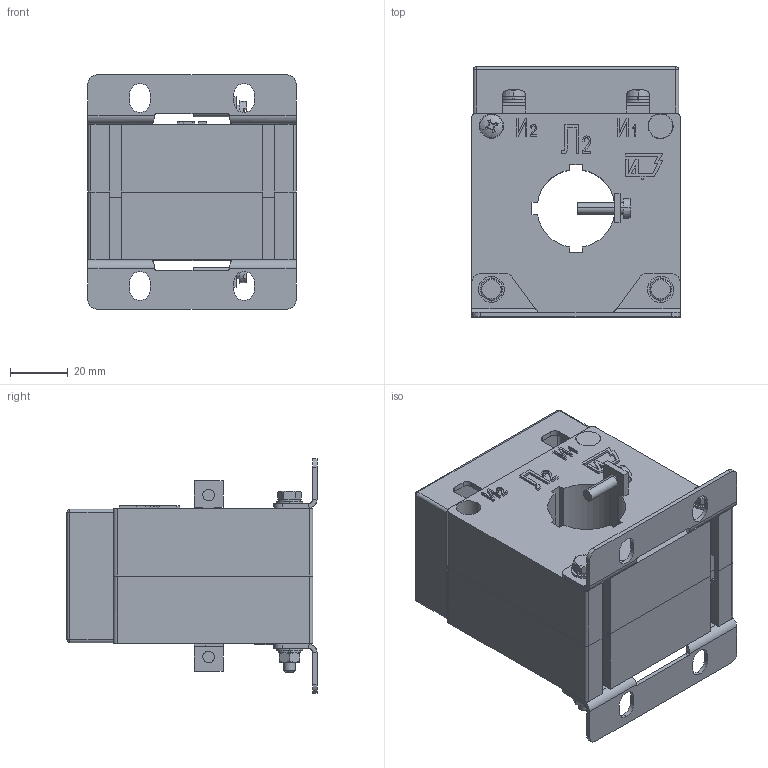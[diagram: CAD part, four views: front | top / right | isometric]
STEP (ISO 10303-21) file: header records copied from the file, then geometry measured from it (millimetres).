
FILE_DESCRIPTION (( 'STEP AP214' ), '1' );
FILE_NAME ('ÒØ-0,66-2Ë.STEP', '2023-08-02T10:55:28', ( '' ), ( '' ), 'SwSTEP 2.0', 'SolidWorks 2014', '' );
FILE_SCHEMA (( 'AUTOMOTIVE_DESIGN' ));
Length unit declared in the file: millimetre
Products named in the file (64): ﾘ琺矜 4.65ﾃ.019 ﾃﾎﾑﾒ1144-80; 屡扔.754312.158 亦犭梓赅; ﾘ琺矜 5.01.019 ﾃﾎﾑﾒ11371-78; 妈眚 󊙅0.58.019 梦岩17473-80; ﾘ琺矜 4.01.019 ﾃﾎﾑﾒ11371-78; ﾘ琺矜 5.65ﾃ.019 ﾃﾎﾑﾒ 6402-70; 妈眚 󊅠.58.019 梦岩17473-80; Áîëò ÃÎÑÒ 7805-70 Ì4-Ì6; ÂÅÈÓ.685412.034 Ìàãíèòîïðîâîä ñ îáìîòêîé_01; ÂÅÈÓ.754312.152 Òàáëè÷êà ïðåäñòàâèòåëüíàÿ; ÂÅÈÓ.686171.015 Ïîëóêîðïóñ Ë2 âàð À; ÂÅÈÓ.686171.016 Ïîëóêîðïóñ Ë1 âàð À; 妈眚 󊅙6.58.019 梦岩17473-80; ÂÅÈÓ.323293.013 Êðûøêà çàùèòíàÿ_-02; Ãàéêà Ì4.5.019 ÃÎÑÒ5915-70; 屡扔.754468.001 想铎徉; 屡扔.301524.021 肃镟; ÂÅÈÓ.757249.004 Ïëàñòèíà êîíòàêòíàÿ; ÂÅÈÓ.323293.013 Êðûøêà çàùèòíàÿ; 屡扔.741131.008 想囗赅_-01; Áîëò ÃÎÑÒ 7805-70 Ì4-Ì6_Œ4å60; Øóðóï 2-4õ20.019 ÃÎÑÒ 1144-80; ﾒﾘ-0,66-2ﾋ; ÂÅÈÓ.686171.015 Ïîëóêîðïóñ Ë2 âàð À_-00; 屡扔.741131.008 想囗赅
Assembly tree (44 placements, depth 3):
  ﾘ琺矜 4.65ﾃ.019 ﾃﾎﾑﾒ1144-80
  妈眚 󊙅0.58.019 梦岩17473-80
  ﾘ琺矜 4.65ﾃ.019 ﾃﾎﾑﾒ1144-80
  ﾘ琺矜 4.01.019 ﾃﾎﾑﾒ11371-78
  ﾘ琺矜 4.65ﾃ.019 ﾃﾎﾑﾒ1144-80
Bounding box: 72 x 86.5 x 81 mm (x, y, z)
Volume: 95110.7 mm3; surface area: 93412.5 mm2
Topology: 43 solids, 43 shells, 1209 faces, 3067 edges, 1971 vertices
Faces by surface type: plane 704, cylinder 301, cone 110, torus 45, bspline 33, sphere 16
Entity records: 28206 total; most frequent: CARTESIAN_POINT 6489, ORIENTED_EDGE 4200, DIRECTION 4115, EDGE_CURVE 2100, VECTOR 1461, LINE 1461, VERTEX_POINT 1365, AXIS2_PLACEMENT_3D 1327
